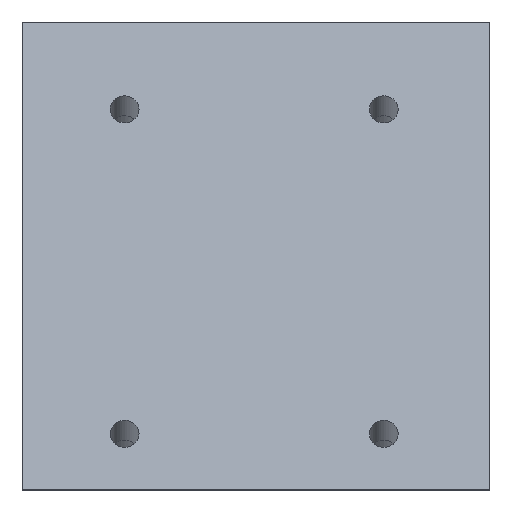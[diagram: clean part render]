
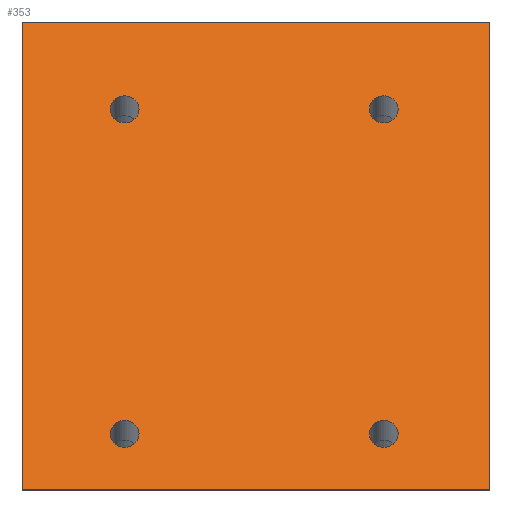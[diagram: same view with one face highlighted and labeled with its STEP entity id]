
A CAD part, top view. The second image highlights one B-rep face of the part: STEP entity #353.
In plain terms, the highlighted planar face has unit normal (0, 0.342, 0.94).
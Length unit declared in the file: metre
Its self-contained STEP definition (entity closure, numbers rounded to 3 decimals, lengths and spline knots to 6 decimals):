
#23=LINE('',#582,#35);
#28=LINE('',#604,#40);
#30=LINE('',#608,#42);
#31=LINE('',#609,#43);
#35=VECTOR('',#470,1.);
#40=VECTOR('',#491,1.);
#42=VECTOR('',#495,1.);
#43=VECTOR('',#496,1.);
#51=PLANE('',#408);
#86=ORIENTED_EDGE('',*,*,#136,.T.);
#87=ORIENTED_EDGE('',*,*,#134,.T.);
#88=ORIENTED_EDGE('',*,*,#132,.T.);
#89=ORIENTED_EDGE('',*,*,#130,.T.);
#90=ORIENTED_EDGE('',*,*,#156,.T.);
#91=ORIENTED_EDGE('',*,*,#143,.F.);
#92=ORIENTED_EDGE('',*,*,#157,.F.);
#93=ORIENTED_EDGE('',*,*,#154,.T.);
#130=EDGE_CURVE('',#166,#166,#202,.T.);
#132=EDGE_CURVE('',#168,#168,#204,.T.);
#134=EDGE_CURVE('',#170,#170,#206,.T.);
#136=EDGE_CURVE('',#172,#172,#208,.T.);
#143=EDGE_CURVE('',#179,#176,#23,.T.);
#154=EDGE_CURVE('',#189,#188,#28,.T.);
#156=EDGE_CURVE('',#188,#176,#30,.T.);
#157=EDGE_CURVE('',#189,#179,#31,.T.);
#166=VERTEX_POINT('',#552);
#168=VERTEX_POINT('',#557);
#170=VERTEX_POINT('',#562);
#172=VERTEX_POINT('',#567);
#176=VERTEX_POINT('',#576);
#179=VERTEX_POINT('',#581);
#188=VERTEX_POINT('',#603);
#189=VERTEX_POINT('',#605);
#202=CIRCLE('',#386,0.002);
#204=CIRCLE('',#389,0.002);
#206=CIRCLE('',#392,0.002);
#208=CIRCLE('',#395,0.002);
#241=EDGE_LOOP('',(#86));
#242=EDGE_LOOP('',(#87));
#243=EDGE_LOOP('',(#88));
#244=EDGE_LOOP('',(#89));
#245=EDGE_LOOP('',(#90,#91,#92,#93));
#295=FACE_BOUND('',#241,.T.);
#296=FACE_BOUND('',#242,.T.);
#297=FACE_BOUND('',#243,.T.);
#298=FACE_BOUND('',#244,.T.);
#299=FACE_BOUND('',#245,.T.);
#353=ADVANCED_FACE('',(#295,#296,#297,#298,#299),#51,.F.);
#386=AXIS2_PLACEMENT_3D('',#551,#439,#440);
#389=AXIS2_PLACEMENT_3D('',#556,#445,#446);
#392=AXIS2_PLACEMENT_3D('',#561,#451,#452);
#395=AXIS2_PLACEMENT_3D('',#566,#457,#458);
#408=AXIS2_PLACEMENT_3D('',#607,#493,#494);
#439=DIRECTION('',(0.,-0.342,-0.94));
#440=DIRECTION('',(0.,0.94,-0.342));
#445=DIRECTION('',(0.,-0.342,-0.94));
#446=DIRECTION('',(0.,0.94,-0.342));
#451=DIRECTION('',(0.,-0.342,-0.94));
#452=DIRECTION('',(0.,0.94,-0.342));
#457=DIRECTION('',(0.,-0.342,-0.94));
#458=DIRECTION('',(0.,0.94,-0.342));
#470=DIRECTION('',(-1.,0.,0.));
#491=DIRECTION('',(-1.,0.,0.));
#493=DIRECTION('',(0.,-0.342,-0.94));
#494=DIRECTION('',(0.,0.94,-0.342));
#495=DIRECTION('',(0.,-0.94,0.342));
#496=DIRECTION('',(0.,-0.94,0.342));
#551=CARTESIAN_POINT('',(0.01425,0.007752,0.030836));
#552=CARTESIAN_POINT('',(0.01425,0.009632,0.030152));
#556=CARTESIAN_POINT('',(0.05025,0.052858,0.014419));
#557=CARTESIAN_POINT('',(0.05025,0.054737,0.013735));
#561=CARTESIAN_POINT('',(0.01425,0.052858,0.014419));
#562=CARTESIAN_POINT('',(0.01425,0.054737,0.013735));
#566=CARTESIAN_POINT('',(0.05025,0.007752,0.030836));
#567=CARTESIAN_POINT('',(0.05025,0.009632,0.030152));
#576=CARTESIAN_POINT('',(0.,0.,0.033658));
#581=CARTESIAN_POINT('',(0.065,0.,0.033658));
#582=CARTESIAN_POINT('',(0.065,0.,0.033658));
#603=CARTESIAN_POINT('',(0.,0.065,0.01));
#604=CARTESIAN_POINT('',(0.065,0.065,0.01));
#605=CARTESIAN_POINT('',(0.065,0.065,0.01));
#607=CARTESIAN_POINT('',(0.065,0.0325,0.021829));
#608=CARTESIAN_POINT('',(0.,0.0325,0.021829));
#609=CARTESIAN_POINT('',(0.065,0.0325,0.021829));
